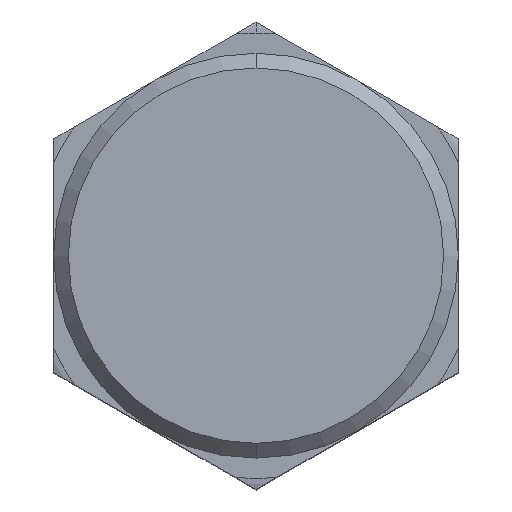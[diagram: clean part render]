
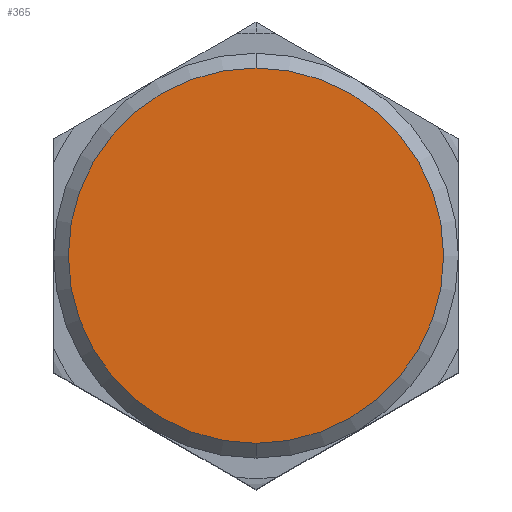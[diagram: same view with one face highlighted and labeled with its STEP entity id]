
A CAD part, top view. The second image highlights one B-rep face of the part: STEP entity #365.
In plain terms, the highlighted planar face has unit normal (0, 0, 1).
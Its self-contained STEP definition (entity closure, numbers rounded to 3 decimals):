
#82 = PLANE ( 'NONE',  #963 ) ;
#94 = FACE_OUTER_BOUND ( 'NONE', #977, .T. ) ;
#153 = CARTESIAN_POINT ( 'NONE',  ( 0., -10.2, 20. ) ) ;
#167 = DIRECTION ( 'NONE',  ( 0., 0., 1. ) ) ;
#197 = CARTESIAN_POINT ( 'NONE',  ( 0., 0., 20. ) ) ;
#200 = CARTESIAN_POINT ( 'NONE',  ( 0., 10.2, 20. ) ) ;
#210 = AXIS2_PLACEMENT_3D ( 'NONE', #424, #773, #596 ) ;
#227 = AXIS2_PLACEMENT_3D ( 'NONE', #197, #642, #1060 ) ;
#331 = EDGE_CURVE ( 'NONE', #657, #552, #745, .T. ) ;
#365 = ADVANCED_FACE ( 'NONE', ( #94 ), #82, .T. ) ;
#424 = CARTESIAN_POINT ( 'NONE',  ( 0., 0., 20. ) ) ;
#440 = CIRCLE ( 'NONE', #210, 10.2 ) ;
#552 = VERTEX_POINT ( 'NONE', #153 ) ;
#596 = DIRECTION ( 'NONE',  ( 0., 1., 0. ) ) ;
#642 = DIRECTION ( 'NONE',  ( 0., 0., -1. ) ) ;
#657 = VERTEX_POINT ( 'NONE', #200 ) ;
#684 = ORIENTED_EDGE ( 'NONE', *, *, #779, .F. ) ;
#745 = CIRCLE ( 'NONE', #227, 10.2 ) ;
#773 = DIRECTION ( 'NONE',  ( 0., 0., -1. ) ) ;
#779 = EDGE_CURVE ( 'NONE', #552, #657, #440, .T. ) ;
#786 = ORIENTED_EDGE ( 'NONE', *, *, #331, .F. ) ;
#873 = DIRECTION ( 'NONE',  ( 0., -1., 0. ) ) ;
#907 = CARTESIAN_POINT ( 'NONE',  ( 0., 0., 20. ) ) ;
#963 = AXIS2_PLACEMENT_3D ( 'NONE', #907, #167, #873 ) ;
#977 = EDGE_LOOP ( 'NONE', ( #786, #684 ) ) ;
#1060 = DIRECTION ( 'NONE',  ( 0., 1., 0. ) ) ;
